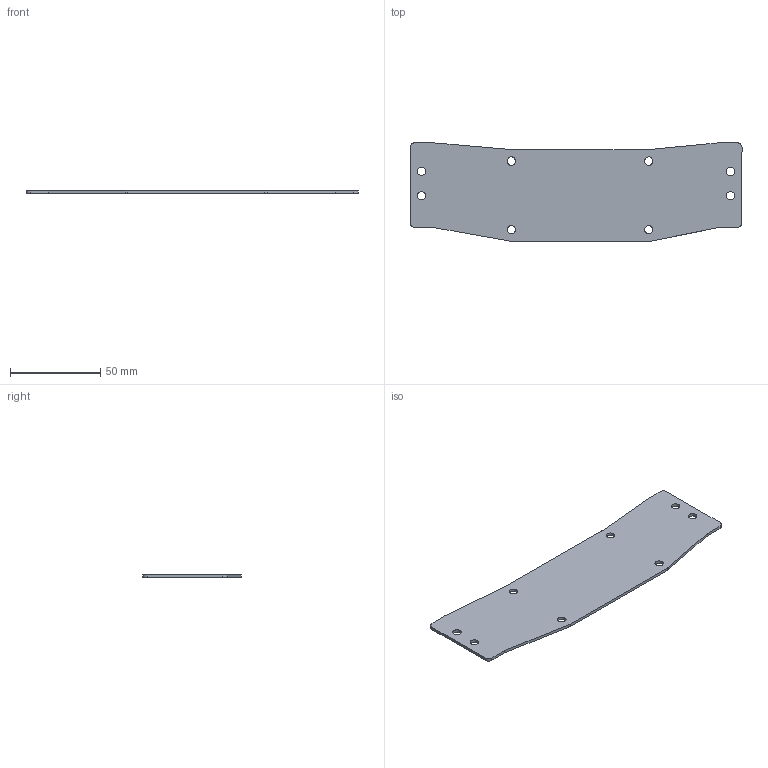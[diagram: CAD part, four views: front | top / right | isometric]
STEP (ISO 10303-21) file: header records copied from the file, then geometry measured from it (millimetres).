
FILE_DESCRIPTION(/* description */ (''),/* implementation_level */ '2;1');
FILE_NAME(/* name */ 'Brain Poly v1.step',/* time_stamp */ '2024-06-27T20:09:15-05:00',/* author */ (''),/* organization */ (''),/* preprocessor_version */ 'ST-DEVELOPER v20',/* originating_system */ 'Autodesk Translation Framework v13.14.0.145',/* authorisation */ '');
FILE_SCHEMA (('AUTOMOTIVE_DESIGN { 1 0 10303 214 3 1 1 }'));
Length unit declared in the file: inch
Products named in the file (1): Brain Poly
Bounding box: 184.15 x 54.61 x 1.59 mm (x, y, z)
Volume: 14227.3 mm3; surface area: 18840.1 mm2
Topology: 1 solids, 1 shells, 31 faces, 87 edges, 56 vertices
Faces by surface type: plane 16, cylinder 15
Full cylindrical faces by diameter (mm): 4.623 x8
Entity records: 1081 total; most frequent: DIRECTION 181, CARTESIAN_POINT 175, ORIENTED_EDGE 174, EDGE_CURVE 87, AXIS2_PLACEMENT_3D 62, LINE 57, VECTOR 57, VERTEX_POINT 56
